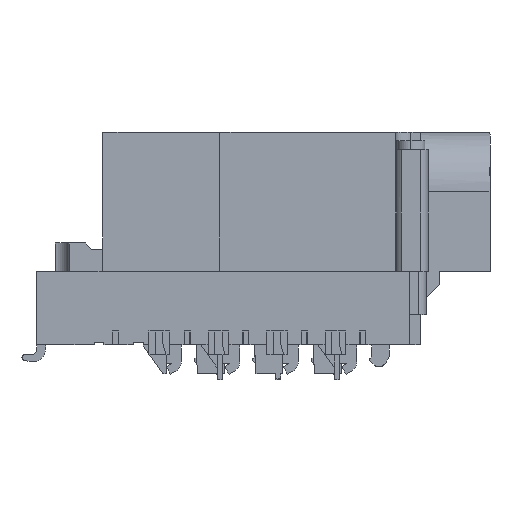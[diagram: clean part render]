
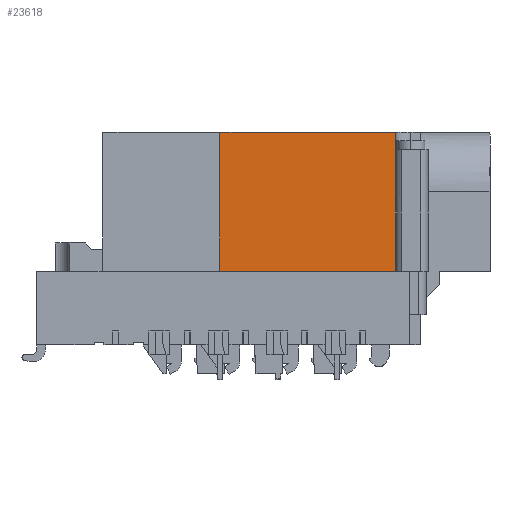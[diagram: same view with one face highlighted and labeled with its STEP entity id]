
A CAD part, left-side view. The second image highlights one B-rep face of the part: STEP entity #23618.
In plain terms, the highlighted planar face has unit normal (-1, 0, 0).
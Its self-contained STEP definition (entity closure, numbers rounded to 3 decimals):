
#1515 = EDGE_CURVE ( 'NONE', #25095, #11696, #9855, .T. ) ;
#1686 = ORIENTED_EDGE ( 'NONE', *, *, #1515, .F. ) ;
#1989 = DIRECTION ( 'NONE',  ( 0., 1., 0. ) ) ;
#3097 = EDGE_CURVE ( 'NONE', #23636, #25095, #3838, .T. ) ;
#3838 = LINE ( 'NONE', #5931, #25580 ) ;
#3976 = EDGE_CURVE ( 'NONE', #19309, #12564, #14480, .T. ) ;
#4266 = CARTESIAN_POINT ( 'NONE',  ( -71.45, -50.6, 28. ) ) ;
#4409 = LINE ( 'NONE', #28495, #22692 ) ;
#4874 = VECTOR ( 'NONE', #22457, 1000. ) ;
#5931 = CARTESIAN_POINT ( 'NONE',  ( -71.45, -50.5, 28. ) ) ;
#6188 = DIRECTION ( 'NONE',  ( 1., 0., 0. ) ) ;
#6566 = VECTOR ( 'NONE', #7414, 1000. ) ;
#7257 = LINE ( 'NONE', #7606, #6566 ) ;
#7414 = DIRECTION ( 'NONE',  ( 0., -1., 0. ) ) ;
#7606 = CARTESIAN_POINT ( 'NONE',  ( -71.45, -10.05, 32. ) ) ;
#8487 = PLANE ( 'NONE',  #12778 ) ;
#9240 = CARTESIAN_POINT ( 'NONE',  ( -71.45, -50.5, 28. ) ) ;
#9855 = LINE ( 'NONE', #9240, #27813 ) ;
#10189 = EDGE_LOOP ( 'NONE', ( #1686, #13032, #28195, #22014, #26886, #11474 ) ) ;
#10590 = VECTOR ( 'NONE', #11046, 1000. ) ;
#11046 = DIRECTION ( 'NONE',  ( 0., -1., 0. ) ) ;
#11287 = LINE ( 'NONE', #17994, #10590 ) ;
#11474 = ORIENTED_EDGE ( 'NONE', *, *, #27141, .T. ) ;
#11696 = VERTEX_POINT ( 'NONE', #15833 ) ;
#12241 = EDGE_CURVE ( 'NONE', #21570, #23636, #4409, .T. ) ;
#12447 = DIRECTION ( 'NONE',  ( 0., 1., 0. ) ) ;
#12564 = VERTEX_POINT ( 'NONE', #23176 ) ;
#12778 = AXIS2_PLACEMENT_3D ( 'NONE', #26133, #6188, #1989 ) ;
#13032 = ORIENTED_EDGE ( 'NONE', *, *, #3097, .F. ) ;
#13854 = CARTESIAN_POINT ( 'NONE',  ( -71.45, -50.6, 32. ) ) ;
#14480 = LINE ( 'NONE', #17804, #4874 ) ;
#14642 = EDGE_CURVE ( 'NONE', #19309, #21570, #7257, .T. ) ;
#14893 = CARTESIAN_POINT ( 'NONE',  ( -71.45, -50.5, 28. ) ) ;
#15833 = CARTESIAN_POINT ( 'NONE',  ( -71.45, -50.5, 0. ) ) ;
#17717 = DIRECTION ( 'NONE',  ( 0., 0., -1. ) ) ;
#17804 = CARTESIAN_POINT ( 'NONE',  ( -71.45, -10.05, 32. ) ) ;
#17994 = CARTESIAN_POINT ( 'NONE',  ( -71.45, -10.05, 0. ) ) ;
#19309 = VERTEX_POINT ( 'NONE', #25734 ) ;
#21570 = VERTEX_POINT ( 'NONE', #13854 ) ;
#22014 = ORIENTED_EDGE ( 'NONE', *, *, #14642, .F. ) ;
#22206 = DIRECTION ( 'NONE',  ( 0., 0., -1. ) ) ;
#22457 = DIRECTION ( 'NONE',  ( 0., 0., -1. ) ) ;
#22692 = VECTOR ( 'NONE', #22206, 1000. ) ;
#23176 = CARTESIAN_POINT ( 'NONE',  ( -71.45, -10.05, 0. ) ) ;
#23618 = ADVANCED_FACE ( 'NONE', ( #25971 ), #8487, .F. ) ;
#23636 = VERTEX_POINT ( 'NONE', #4266 ) ;
#25095 = VERTEX_POINT ( 'NONE', #14893 ) ;
#25580 = VECTOR ( 'NONE', #12447, 1000. ) ;
#25734 = CARTESIAN_POINT ( 'NONE',  ( -71.45, -10.05, 32. ) ) ;
#25971 = FACE_OUTER_BOUND ( 'NONE', #10189, .T. ) ;
#26133 = CARTESIAN_POINT ( 'NONE',  ( -71.45, -10.05, 32. ) ) ;
#26886 = ORIENTED_EDGE ( 'NONE', *, *, #3976, .T. ) ;
#27141 = EDGE_CURVE ( 'NONE', #12564, #11696, #11287, .T. ) ;
#27813 = VECTOR ( 'NONE', #17717, 1000. ) ;
#28195 = ORIENTED_EDGE ( 'NONE', *, *, #12241, .F. ) ;
#28495 = CARTESIAN_POINT ( 'NONE',  ( -71.45, -50.6, 32. ) ) ;
